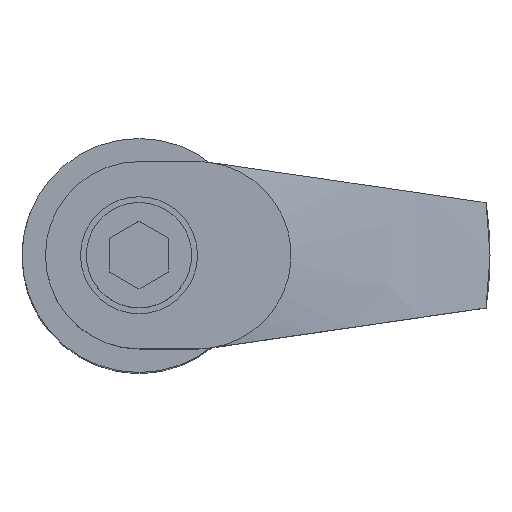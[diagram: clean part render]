
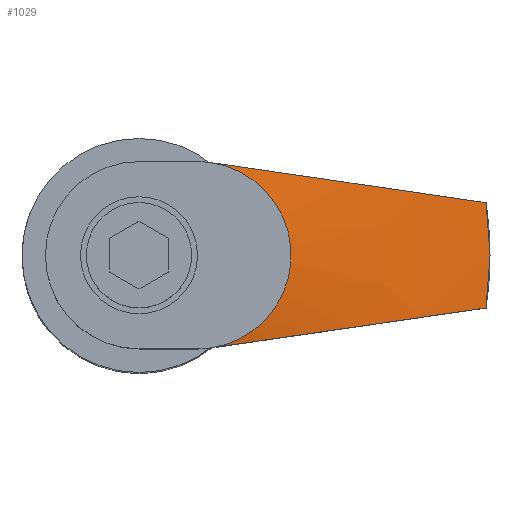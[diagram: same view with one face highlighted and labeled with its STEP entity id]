
A CAD part, top view. The second image highlights one B-rep face of the part: STEP entity #1029.
In plain terms, the highlighted conical face has half-angle 79.992 degrees and reference radius 68.932 mm.
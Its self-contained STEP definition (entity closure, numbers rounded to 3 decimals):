
#76 = CARTESIAN_POINT ( 'NONE',  ( 31.982, 12.973, 55.325 ) ) ;
#78 = VERTEX_POINT ( 'NONE', #1704 ) ;
#82 = VERTEX_POINT ( 'NONE', #1523 ) ;
#159 = CARTESIAN_POINT ( 'NONE',  ( 59.776, -6., 50.992 ) ) ;
#189 = CARTESIAN_POINT ( 'NONE',  ( 12.301, -15.834, 57. ) ) ;
#249 = CARTESIAN_POINT ( 'NONE',  ( 16.257, 15.259, 56.932 ) ) ;
#294 = CIRCLE ( 'NONE', #1400, 16. ) ;
#321 = AXIS2_PLACEMENT_3D ( 'NONE', #352, #1790, #1255 ) ;
#352 = CARTESIAN_POINT ( 'NONE',  ( 10., 0., 47.659 ) ) ;
#354 = CARTESIAN_POINT ( 'NONE',  ( 39.816, -11.835, 54.176 ) ) ;
#374 = CARTESIAN_POINT ( 'NONE',  ( 59.321, -9., 50.976 ) ) ;
#391 = VERTEX_POINT ( 'NONE', #374 ) ;
#442 = CARTESIAN_POINT ( 'NONE',  ( 59.321, 9., 50.976 ) ) ;
#504 = CARTESIAN_POINT ( 'NONE',  ( 55.423, -9.567, 51.635 ) ) ;
#532 = CARTESIAN_POINT ( 'NONE',  ( 16.274, -15.256, 56.931 ) ) ;
#541 = CARTESIAN_POINT ( 'NONE',  ( 59.321, -9., 50.976 ) ) ;
#552 = CARTESIAN_POINT ( 'NONE',  ( 43.72, -11.267, 53.556 ) ) ;
#618 = CARTESIAN_POINT ( 'NONE',  ( 43.713, 11.268, 53.557 ) ) ;
#693 = CARTESIAN_POINT ( 'NONE',  ( 20.224, -14.682, 56.684 ) ) ;
#701 = EDGE_CURVE ( 'NONE', #1560, #82, #883, .T. ) ;
#713 = B_SPLINE_CURVE_WITH_KNOTS ( 'NONE', 3,
 ( #541, #504, #1442, #552, #354, #725, #1792, #1802, #1109, #2174, #693, #532, #1829, #189 ),
 .UNSPECIFIED., .F., .F.,
 ( 4, 2, 2, 2, 2, 2, 4 ),
 ( 0., 0.012, 0.024, 0.03, 0.036, 0.042, 0.048 ),
 .UNSPECIFIED. ) ;
#725 = CARTESIAN_POINT ( 'NONE',  ( 33.953, -12.687, 55.044 ) ) ;
#745 = FACE_OUTER_BOUND ( 'NONE', #906, .T. ) ;
#802 = CARTESIAN_POINT ( 'NONE',  ( 33.939, 12.689, 55.046 ) ) ;
#805 = EDGE_CURVE ( 'NONE', #1560, #78, #294, .T. ) ;
#812 = CARTESIAN_POINT ( 'NONE',  ( 26.098, 13.829, 56.089 ) ) ;
#825 = CARTESIAN_POINT ( 'NONE',  ( 14.282, 15.546, 57. ) ) ;
#840 = CARTESIAN_POINT ( 'NONE',  ( 59.776, 6., 50.992 ) ) ;
#883 = B_SPLINE_CURVE_WITH_KNOTS ( 'NONE', 3,
 ( #1160, #825, #249, #2262, #1545, #812, #1716, #76, #802, #993, #618, #1350, #2083, #442 ),
 .UNSPECIFIED., .F., .F.,
 ( 4, 2, 2, 2, 2, 2, 4 ),
 ( 0., 0.006, 0.012, 0.018, 0.024, 0.036, 0.048 ),
 .UNSPECIFIED. ) ;
#906 = EDGE_LOOP ( 'NONE', ( #1307, #2218, #1884, #931, #2249 ) ) ;
#930 = CONICAL_SURFACE ( 'NONE', #321, 68.932, 1.396 ) ;
#931 = ORIENTED_EDGE ( 'NONE', *, *, #1982, .F. ) ;
#993 = CARTESIAN_POINT ( 'NONE',  ( 39.807, 11.836, 54.177 ) ) ;
#1024 = CARTESIAN_POINT ( 'NONE',  ( 59.321, 9., 50.976 ) ) ;
#1029 = ADVANCED_FACE ( 'NONE', ( #745 ), #930, .T. ) ;
#1072 = DIRECTION ( 'NONE',  ( 0., 0., -1. ) ) ;
#1082 = B_SPLINE_CURVE_WITH_KNOTS ( 'NONE', 3,
 ( #2148, #1650, #159, #2340 ),
 .UNSPECIFIED., .F., .F.,
 ( 4, 4 ),
 ( 0.009, 0.018 ),
 .UNSPECIFIED. ) ;
#1109 = CARTESIAN_POINT ( 'NONE',  ( 26.121, -13.825, 56.086 ) ) ;
#1160 = CARTESIAN_POINT ( 'NONE',  ( 12.301, 15.834, 57. ) ) ;
#1173 = B_SPLINE_CURVE_WITH_KNOTS ( 'NONE', 3,
 ( #1024, #840, #1553, #1568 ),
 .UNSPECIFIED., .F., .F.,
 ( 4, 4 ),
 ( 0., 0.009 ),
 .UNSPECIFIED. ) ;
#1255 = DIRECTION ( 'NONE',  ( -1., 0., 0. ) ) ;
#1307 = ORIENTED_EDGE ( 'NONE', *, *, #805, .T. ) ;
#1350 = CARTESIAN_POINT ( 'NONE',  ( 51.52, 10.134, 52.287 ) ) ;
#1400 = AXIS2_PLACEMENT_3D ( 'NONE', #1796, #1072, #1445 ) ;
#1442 = CARTESIAN_POINT ( 'NONE',  ( 51.523, -10.133, 52.286 ) ) ;
#1445 = DIRECTION ( 'NONE',  ( -1., 0., 0. ) ) ;
#1515 = CARTESIAN_POINT ( 'NONE',  ( 60., 0., 51. ) ) ;
#1523 = CARTESIAN_POINT ( 'NONE',  ( 59.321, 9., 50.976 ) ) ;
#1545 = CARTESIAN_POINT ( 'NONE',  ( 22.167, 14.4, 56.509 ) ) ;
#1553 = CARTESIAN_POINT ( 'NONE',  ( 60., 3., 51. ) ) ;
#1560 = VERTEX_POINT ( 'NONE', #2321 ) ;
#1568 = CARTESIAN_POINT ( 'NONE',  ( 60., 0., 51. ) ) ;
#1650 = CARTESIAN_POINT ( 'NONE',  ( 60., -3., 51. ) ) ;
#1704 = CARTESIAN_POINT ( 'NONE',  ( 12.301, -15.834, 57. ) ) ;
#1716 = CARTESIAN_POINT ( 'NONE',  ( 28.061, 13.543, 55.847 ) ) ;
#1790 = DIRECTION ( 'NONE',  ( 0., 0., -1. ) ) ;
#1792 = CARTESIAN_POINT ( 'NONE',  ( 31.997, -12.971, 55.323 ) ) ;
#1796 = CARTESIAN_POINT ( 'NONE',  ( 10., 0., 57. ) ) ;
#1802 = CARTESIAN_POINT ( 'NONE',  ( 28.081, -13.54, 55.844 ) ) ;
#1829 = CARTESIAN_POINT ( 'NONE',  ( 14.292, -15.544, 57. ) ) ;
#1840 = VERTEX_POINT ( 'NONE', #1515 ) ;
#1884 = ORIENTED_EDGE ( 'NONE', *, *, #2127, .F. ) ;
#1982 = EDGE_CURVE ( 'NONE', #82, #1840, #1173, .T. ) ;
#2083 = CARTESIAN_POINT ( 'NONE',  ( 55.421, 9.567, 51.635 ) ) ;
#2127 = EDGE_CURVE ( 'NONE', #1840, #391, #1082, .T. ) ;
#2148 = CARTESIAN_POINT ( 'NONE',  ( 60., 0., 51. ) ) ;
#2171 = EDGE_CURVE ( 'NONE', #391, #78, #713, .T. ) ;
#2174 = CARTESIAN_POINT ( 'NONE',  ( 22.193, -14.396, 56.506 ) ) ;
#2218 = ORIENTED_EDGE ( 'NONE', *, *, #2171, .F. ) ;
#2249 = ORIENTED_EDGE ( 'NONE', *, *, #701, .F. ) ;
#2262 = CARTESIAN_POINT ( 'NONE',  ( 20.2, 14.686, 56.685 ) ) ;
#2321 = CARTESIAN_POINT ( 'NONE',  ( 12.301, 15.834, 57. ) ) ;
#2340 = CARTESIAN_POINT ( 'NONE',  ( 59.321, -9., 50.976 ) ) ;
